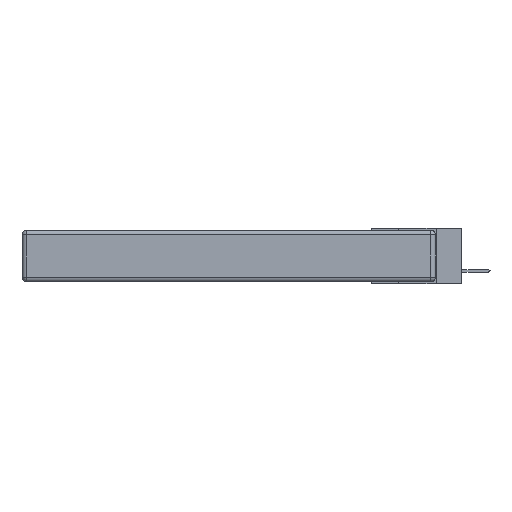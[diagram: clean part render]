
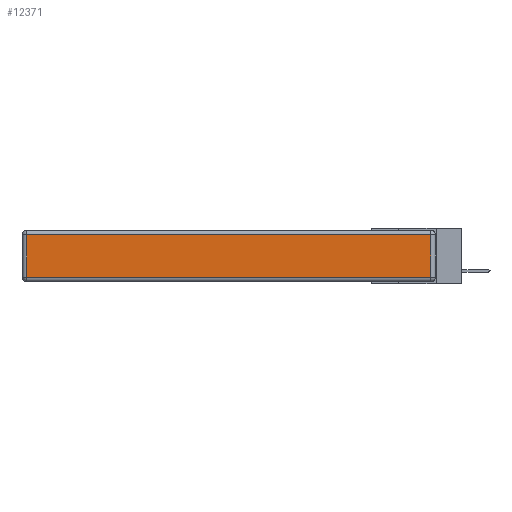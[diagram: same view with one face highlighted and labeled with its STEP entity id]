
A CAD part, left-side view. The second image highlights one B-rep face of the part: STEP entity #12371.
In plain terms, the highlighted planar face has unit normal (-1, 0, 0).
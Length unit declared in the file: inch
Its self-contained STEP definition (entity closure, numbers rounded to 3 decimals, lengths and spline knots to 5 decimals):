
#813 = CARTESIAN_POINT ( 'NONE',  ( 0., 2.72, -0.313 ) ) ;
#1241 = EDGE_CURVE ( 'NONE', #7472, #18428, #22584, .T. ) ;
#1778 = EDGE_LOOP ( 'NONE', ( #5809, #6068, #22950, #15322 ) ) ;
#1868 = DIRECTION ( 'NONE',  ( 0., 0., 1. ) ) ;
#2403 = CARTESIAN_POINT ( 'NONE',  ( 0., 2.72, -0.03 ) ) ;
#2459 = DIRECTION ( 'NONE',  ( 0., 0., 1. ) ) ;
#3810 = DIRECTION ( 'NONE',  ( -1., 0., 0. ) ) ;
#5809 = ORIENTED_EDGE ( 'NONE', *, *, #12311, .T. ) ;
#5857 = VECTOR ( 'NONE', #9094, 39.37008 ) ;
#6068 = ORIENTED_EDGE ( 'NONE', *, *, #1241, .T. ) ;
#7472 = VERTEX_POINT ( 'NONE', #10137 ) ;
#9094 = DIRECTION ( 'NONE',  ( 0., 1., 0. ) ) ;
#9218 = LINE ( 'NONE', #19621, #16948 ) ;
#10137 = CARTESIAN_POINT ( 'NONE',  ( 0., 0.03, -0.313 ) ) ;
#11926 = DIRECTION ( 'NONE',  ( 0., -1., 0. ) ) ;
#12269 = VECTOR ( 'NONE', #2459, 39.37008 ) ;
#12311 = EDGE_CURVE ( 'NONE', #12675, #7472, #9218, .T. ) ;
#12371 = ADVANCED_FACE ( 'NONE', ( #17223 ), #17679, .T. ) ;
#12675 = VERTEX_POINT ( 'NONE', #813 ) ;
#15322 = ORIENTED_EDGE ( 'NONE', *, *, #19384, .T. ) ;
#16389 = CARTESIAN_POINT ( 'NONE',  ( 0., 2.75, -0.03 ) ) ;
#16617 = CARTESIAN_POINT ( 'NONE',  ( 0., 0.03, -0.03 ) ) ;
#16914 = CARTESIAN_POINT ( 'NONE',  ( 0., 0.03, -0.343 ) ) ;
#16948 = VECTOR ( 'NONE', #11926, 39.37008 ) ;
#17183 = VERTEX_POINT ( 'NONE', #2403 ) ;
#17223 = FACE_OUTER_BOUND ( 'NONE', #1778, .T. ) ;
#17556 = VECTOR ( 'NONE', #17946, 39.37008 ) ;
#17679 = PLANE ( 'NONE',  #18411 ) ;
#17946 = DIRECTION ( 'NONE',  ( 0., 0., -1. ) ) ;
#18411 = AXIS2_PLACEMENT_3D ( 'NONE', #23781, #3810, #1868 ) ;
#18428 = VERTEX_POINT ( 'NONE', #16617 ) ;
#19384 = EDGE_CURVE ( 'NONE', #17183, #12675, #19864, .T. ) ;
#19621 = CARTESIAN_POINT ( 'NONE',  ( 0., 0., -0.313 ) ) ;
#19864 = LINE ( 'NONE', #23314, #17556 ) ;
#22584 = LINE ( 'NONE', #16914, #12269 ) ;
#22950 = ORIENTED_EDGE ( 'NONE', *, *, #23082, .T. ) ;
#23057 = LINE ( 'NONE', #16389, #5857 ) ;
#23082 = EDGE_CURVE ( 'NONE', #18428, #17183, #23057, .T. ) ;
#23314 = CARTESIAN_POINT ( 'NONE',  ( 0., 2.72, -0.343 ) ) ;
#23781 = CARTESIAN_POINT ( 'NONE',  ( 0., 0., -0.343 ) ) ;
